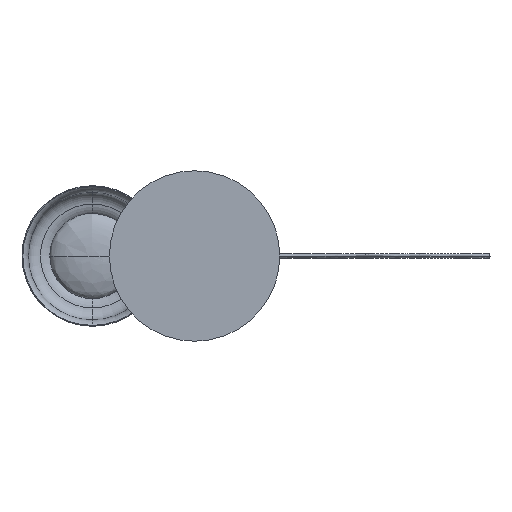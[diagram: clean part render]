
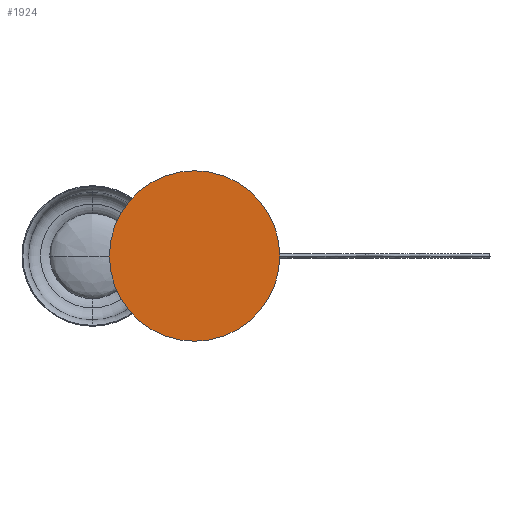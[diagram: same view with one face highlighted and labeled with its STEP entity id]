
A CAD part, front view. The second image highlights one B-rep face of the part: STEP entity #1924.
In plain terms, the highlighted planar face has unit normal (0, -1, 0).
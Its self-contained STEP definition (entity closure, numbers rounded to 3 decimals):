
#77 = FACE_OUTER_BOUND ( 'NONE', #694, .T. ) ;
#179 = DIRECTION ( 'NONE',  ( 0., 0., -1. ) ) ;
#331 = DIRECTION ( 'NONE',  ( 0., -1., 0. ) ) ;
#435 = CARTESIAN_POINT ( 'NONE',  ( 120., -354., 0. ) ) ;
#455 = VERTEX_POINT ( 'NONE', #1795 ) ;
#466 = CARTESIAN_POINT ( 'NONE',  ( 120., -354., 0. ) ) ;
#480 = EDGE_CURVE ( 'NONE', #455, #1914, #1126, .T. ) ;
#495 = AXIS2_PLACEMENT_3D ( 'NONE', #466, #2087, #179 ) ;
#592 = PLANE ( 'NONE',  #720 ) ;
#600 = DIRECTION ( 'NONE',  ( 0., 0., -1. ) ) ;
#694 = EDGE_LOOP ( 'NONE', ( #1569, #1137 ) ) ;
#720 = AXIS2_PLACEMENT_3D ( 'NONE', #435, #1905, #600 ) ;
#729 = CARTESIAN_POINT ( 'NONE',  ( 120., -354., -100. ) ) ;
#950 = CARTESIAN_POINT ( 'NONE',  ( 120., -354., 0. ) ) ;
#969 = DIRECTION ( 'NONE',  ( 0., 0., -1. ) ) ;
#1126 = CIRCLE ( 'NONE', #495, 100. ) ;
#1137 = ORIENTED_EDGE ( 'NONE', *, *, #1254, .T. ) ;
#1147 = AXIS2_PLACEMENT_3D ( 'NONE', #950, #331, #969 ) ;
#1254 = EDGE_CURVE ( 'NONE', #1914, #455, #2074, .T. ) ;
#1569 = ORIENTED_EDGE ( 'NONE', *, *, #480, .T. ) ;
#1795 = CARTESIAN_POINT ( 'NONE',  ( 120., -354., 100. ) ) ;
#1905 = DIRECTION ( 'NONE',  ( 0., -1., 0. ) ) ;
#1914 = VERTEX_POINT ( 'NONE', #729 ) ;
#1924 = ADVANCED_FACE ( 'NONE', ( #77 ), #592, .T. ) ;
#2074 = CIRCLE ( 'NONE', #1147, 100. ) ;
#2087 = DIRECTION ( 'NONE',  ( 0., -1., 0. ) ) ;
